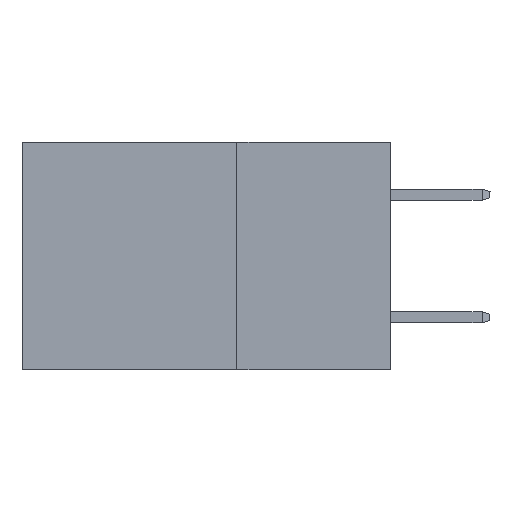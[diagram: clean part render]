
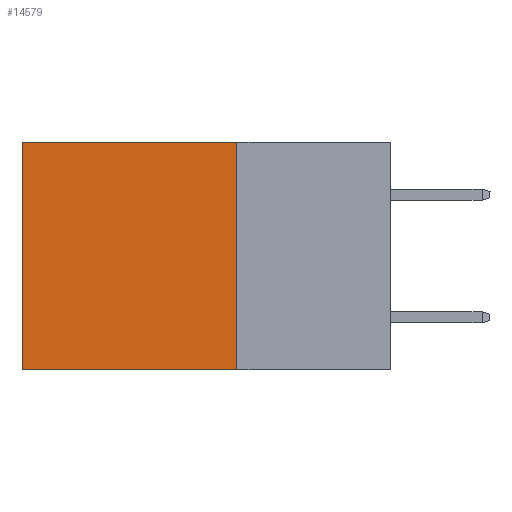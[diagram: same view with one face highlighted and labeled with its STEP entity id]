
A CAD part, left-side view. The second image highlights one B-rep face of the part: STEP entity #14579.
In plain terms, the highlighted planar face has unit normal (-1, 0, 0).
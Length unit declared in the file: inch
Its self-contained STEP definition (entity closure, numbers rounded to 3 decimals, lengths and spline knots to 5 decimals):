
#252 = DIRECTION ( 'NONE',  ( 0., 0., -1. ) ) ;
#1041 = DIRECTION ( 'NONE',  ( 0., 0., -1. ) ) ;
#1262 = LINE ( 'NONE', #16748, #2918 ) ;
#2079 = ORIENTED_EDGE ( 'NONE', *, *, #8987, .T. ) ;
#2209 = DIRECTION ( 'NONE',  ( 0., 1., 0. ) ) ;
#2711 = VECTOR ( 'NONE', #2209, 39.37008 ) ;
#2918 = VECTOR ( 'NONE', #1041, 39.37008 ) ;
#3039 = VERTEX_POINT ( 'NONE', #18804 ) ;
#3443 = EDGE_CURVE ( 'NONE', #5666, #4297, #3509, .T. ) ;
#3509 = LINE ( 'NONE', #5698, #19435 ) ;
#4297 = VERTEX_POINT ( 'NONE', #15087 ) ;
#4581 = CARTESIAN_POINT ( 'NONE',  ( 0.2875, 0.25, 0. ) ) ;
#5666 = VERTEX_POINT ( 'NONE', #13079 ) ;
#5698 = CARTESIAN_POINT ( 'NONE',  ( 0.2875, 0.25, -0.37 ) ) ;
#6559 = LINE ( 'NONE', #11410, #2711 ) ;
#6855 = VECTOR ( 'NONE', #252, 39.37008 ) ;
#8170 = EDGE_LOOP ( 'NONE', ( #2079, #18966, #11984, #13090 ) ) ;
#8987 = EDGE_CURVE ( 'NONE', #9148, #4297, #18197, .T. ) ;
#9148 = VERTEX_POINT ( 'NONE', #19859 ) ;
#9317 = FACE_OUTER_BOUND ( 'NONE', #8170, .T. ) ;
#9585 = CARTESIAN_POINT ( 'NONE',  ( 0.2875, 0.6, 0. ) ) ;
#10318 = EDGE_CURVE ( 'NONE', #3039, #9148, #6559, .T. ) ;
#10881 = EDGE_CURVE ( 'NONE', #3039, #5666, #1262, .T. ) ;
#11410 = CARTESIAN_POINT ( 'NONE',  ( 0.2875, 0.25, 0. ) ) ;
#11984 = ORIENTED_EDGE ( 'NONE', *, *, #10881, .F. ) ;
#12343 = AXIS2_PLACEMENT_3D ( 'NONE', #4581, #18484, #17019 ) ;
#13079 = CARTESIAN_POINT ( 'NONE',  ( 0.2875, 0.25, -0.37 ) ) ;
#13090 = ORIENTED_EDGE ( 'NONE', *, *, #10318, .T. ) ;
#14579 = ADVANCED_FACE ( 'NONE', ( #9317 ), #16894, .F. ) ;
#15087 = CARTESIAN_POINT ( 'NONE',  ( 0.2875, 0.6, -0.37 ) ) ;
#16748 = CARTESIAN_POINT ( 'NONE',  ( 0.2875, 0.25, 0. ) ) ;
#16894 = PLANE ( 'NONE',  #12343 ) ;
#17019 = DIRECTION ( 'NONE',  ( 0., 0., -1. ) ) ;
#18197 = LINE ( 'NONE', #9585, #6855 ) ;
#18484 = DIRECTION ( 'NONE',  ( 1., 0., 0. ) ) ;
#18804 = CARTESIAN_POINT ( 'NONE',  ( 0.2875, 0.25, 0. ) ) ;
#18966 = ORIENTED_EDGE ( 'NONE', *, *, #3443, .F. ) ;
#19379 = DIRECTION ( 'NONE',  ( 0., 1., 0. ) ) ;
#19435 = VECTOR ( 'NONE', #19379, 39.37008 ) ;
#19859 = CARTESIAN_POINT ( 'NONE',  ( 0.2875, 0.6, 0. ) ) ;
